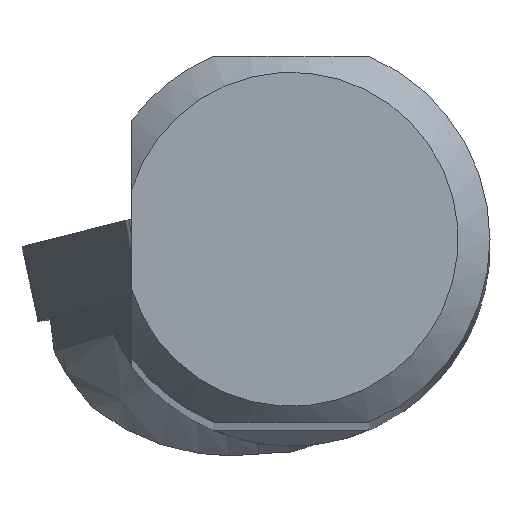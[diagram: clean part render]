
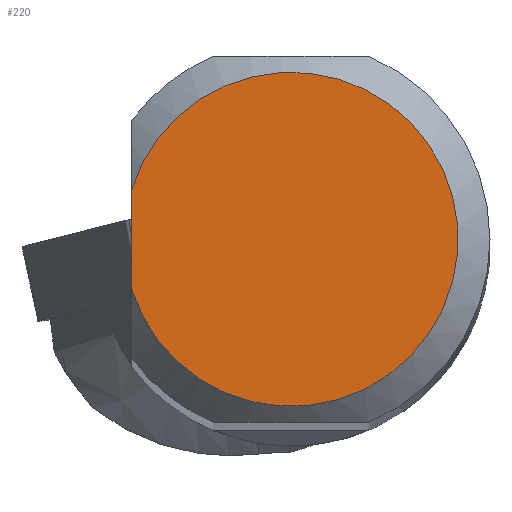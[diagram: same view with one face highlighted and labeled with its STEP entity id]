
A CAD part, top view. The second image highlights one B-rep face of the part: STEP entity #220.
In plain terms, the highlighted planar face has unit normal (0, 0, 1).
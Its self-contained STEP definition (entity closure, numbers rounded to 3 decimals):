
#167=FACE_OUTER_BOUND('',#442,.T.);
#220=ADVANCED_FACE('CU_SU_BP3',(#167),#263,.T.);
#263=PLANE('',#1173);
#315=LINE('',#1916,#371);
#371=VECTOR('',#1411,1.);
#442=EDGE_LOOP('',(#606,#607));
#606=ORIENTED_EDGE('',*,*,#936,.F.);
#607=ORIENTED_EDGE('',*,*,#937,.T.);
#828=VERTEX_POINT('',#1917);
#829=VERTEX_POINT('',#1918);
#936=EDGE_CURVE('',#828,#829,#315,.T.);
#937=EDGE_CURVE('',#828,#829,#1011,.T.);
#1011=CIRCLE('',#1172,10.491);
#1172=AXIS2_PLACEMENT_3D('',#1919,#1412,#1413);
#1173=AXIS2_PLACEMENT_3D('',#1920,#1414,#1415);
#1411=DIRECTION('',(0.,1.,0.));
#1412=DIRECTION('',(0.,0.,1.));
#1413=DIRECTION('',(1.,0.,0.));
#1414=DIRECTION('',(0.,0.,1.));
#1415=DIRECTION('',(1.,0.,0.));
#1916=CARTESIAN_POINT('',(-10.009,0.,0.));
#1917=CARTESIAN_POINT('',(-10.009,-3.145,0.));
#1918=CARTESIAN_POINT('',(-10.009,3.145,0.));
#1919=CARTESIAN_POINT('',(0.,0.,0.));
#1920=CARTESIAN_POINT('',(0.,0.,
0.));
